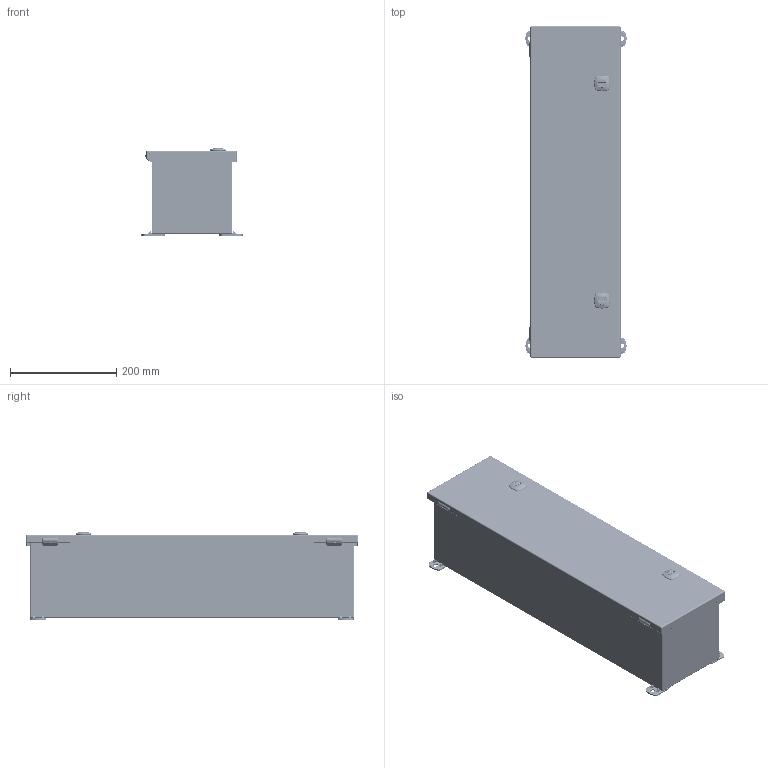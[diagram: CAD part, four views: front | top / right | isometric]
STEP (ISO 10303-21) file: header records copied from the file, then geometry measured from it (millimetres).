
FILE_DESCRIPTION(/* description */ ('1412CH 24" x 6" x 6" Assembly'),/* implementation_level */ '2;1');
FILE_NAME(/* name */ '1412CH060624.stp',/* time_stamp */ '2025-05-29T02:23:37-04:00',/* author */ ('BoxCad'),/* organization */ (''),/* preprocessor_version */ 'ST-DEVELOPER v20',/* originating_system */ 'Autodesk Inventor 2024',/* authorisation */ '');
FILE_SCHEMA (('AUTOMOTIVE_DESIGN { 1 0 10303 214 3 1 1 }'));
Products named in the file (41): 1412CH060624; 1412CH060624B; 1412CH060624B-P; 1412CH060624MF; 1412CH060624MF1; STK-Q-71310; STK-Q-10251; STK-Q-10251-A; STK-Q-10251-B; STK-Q-03070; STK-Q-07260; 1412CH060624C; 1412CH060624C-P; 1412CH060624G; STK-A-33033-1; STK-A-33033-2; STK-Q-33033-B; STK-Q-33033-S; STK-Q-33033-G; STK-S-00100; STK-P-02400S; STK-A-880SCQ4CH-SL-1; STK-A-880SCQ4CH-SL-2; STK-Q-78111; STK-Q-78120; STK-Q-03200; STK-Q-78141; STK-Q-90390; STK-Q-78160; STK-Q-78555; STK-Q-78111-R; STANDOFF_M6 x 10mm; STK-A-08126-1; STK-Q-08110_1; STK-A-08126-2; STK-Q-10258; STK-Q-10258-A; STK-Q-10258-B; STK-Q-08110_2; STK-Q-08110-A-1 ...
Assembly tree (68 placements, depth 4):
  1412CH060624
    1412CH060624B
      1412CH060624B-P
      STK-P-02400S
      STANDOFF_M6 x 10mm
    1412CH060624MF
      STK-Q-71310  x2
      STK-Q-03070  x2
      STK-Q-10251  x2
        STK-Q-10251-A
        STK-Q-10251-B
      STK-Q-07260  x2
    1412CH060624MF1
      STK-Q-71310  x2
      STK-Q-03070  x2
      STK-Q-10251  x2
        STK-Q-10251-A
        STK-Q-10251-B
      STK-Q-07260  x2
    1412CH060624C
      1412CH060624C-P
      1412CH060624G
      STK-A-33033-1
        STK-Q-33033-B
        STK-Q-33033-S
        STK-Q-33033-G
      STK-A-33033-2
        STK-Q-33033-B
        STK-Q-33033-S
        STK-Q-33033-G
      STK-S-00100
      STK-P-02400S
      STK-A-880SCQ4CH-SL-1
        STK-Q-78111
        STK-Q-78120
        STK-Q-03200
        STK-Q-78141
        STK-Q-90390
        STK-Q-78160
        STK-Q-78555
        STK-Q-78111-R
      STK-A-880SCQ4CH-SL-2
        STK-Q-78111
        STK-Q-78120
        STK-Q-03200
        STK-Q-78141
        STK-Q-90390
        STK-Q-78160
        STK-Q-78555
        STK-Q-78111-R
      STANDOFF_M6 x 10mm
    STK-A-08126-1
      STK-Q-10258
        STK-Q-10258-A
        STK-Q-10258-B
      STK-Q-08110_1
        STK-Q-08110-A-1
        STK-Q-08110-B
    STK-A-08126-2
      STK-Q-10258
Bounding box: 190.4 x 624.64 x 164.35 mm (x, y, z)
Volume: 757550 mm3; surface area: 1031654.8 mm2
Topology: 58 solids, 58 shells, 7321 faces, 18668 edges, 11308 vertices
Faces by surface type: plane 3095, cylinder 1750, bspline 1544, torus 578, sphere 184, cone 170
Full cylindrical faces by diameter (mm): 0.762 x2, 0.9 x2, 3 x2, 3.175 x2, 4 x2, 4.2 x2, 4.4 x6, 4.45 x2, 4.9 x14, 5 x4, 5.1 x32, 5.9 x50, 6 x4, 6.1 x2, 7.62 x2, 7.747 x4, 9.6 x2, 10 x4, 12.8 x2, 13 x2, 15.9 x2, 16 x2, 25 x4, 29 x4
Entity records: 123710 total; most frequent: CARTESIAN_POINT 45034, ORIENTED_EDGE 16808, DIRECTION 15006, EDGE_CURVE 8404, AXIS2_PLACEMENT_3D 5257, VERTEX_POINT 5168, LINE 4492, VECTOR 4492
